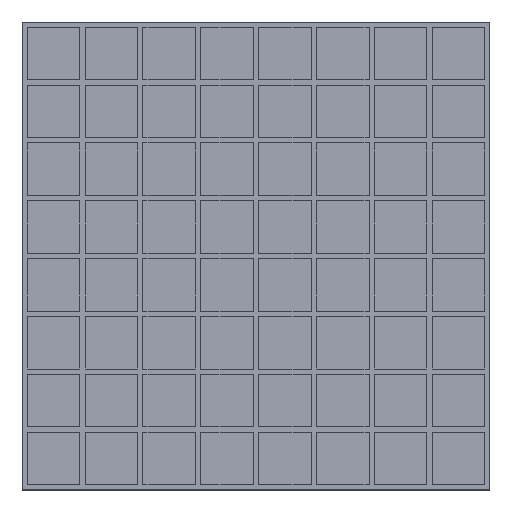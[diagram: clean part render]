
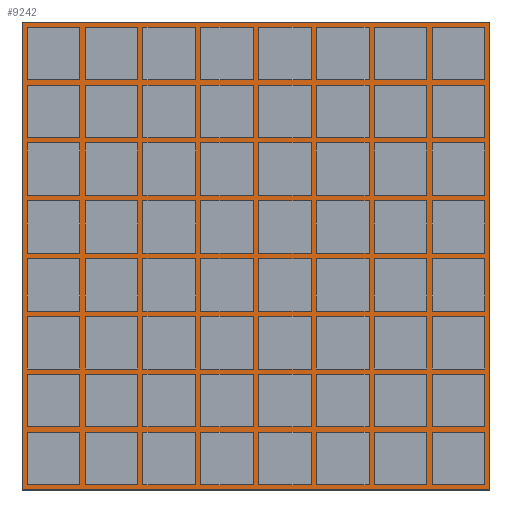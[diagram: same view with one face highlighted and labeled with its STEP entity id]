
A CAD part, top view. The second image highlights one B-rep face of the part: STEP entity #9242.
In plain terms, the highlighted planar face has unit normal (0, 0, 1).
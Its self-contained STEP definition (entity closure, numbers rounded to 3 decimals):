
#1304=FACE_OUTER_BOUND('',#2090,.T.);
#2090=EDGE_LOOP('',(#7619,#7620,#7621,#7622));
#3391=LINE('',#15448,#4195);
#3392=LINE('',#15450,#4196);
#3393=LINE('',#15452,#4197);
#3394=LINE('',#15453,#4198);
#4195=VECTOR('',#12427,17.8);
#4196=VECTOR('',#12428,17.8);
#4197=VECTOR('',#12429,17.8);
#4198=VECTOR('',#12430,17.8);
#4743=VERTEX_POINT('',#15446);
#4744=VERTEX_POINT('',#15447);
#4745=VERTEX_POINT('',#15449);
#4746=VERTEX_POINT('',#15451);
#5791=EDGE_CURVE('',#4743,#4744,#3391,.T.);
#5792=EDGE_CURVE('',#4744,#4745,#3392,.T.);
#5793=EDGE_CURVE('',#4745,#4746,#3393,.T.);
#5794=EDGE_CURVE('',#4746,#4743,#3394,.T.);
#7619=ORIENTED_EDGE('',*,*,#5791,.T.);
#7620=ORIENTED_EDGE('',*,*,#5792,.T.);
#7621=ORIENTED_EDGE('',*,*,#5793,.T.);
#7622=ORIENTED_EDGE('',*,*,#5794,.T.);
#8584=PLANE('',#10224);
#9242=ADVANCED_FACE('',(#1304),#8584,.F.);
#10224=AXIS2_PLACEMENT_3D('',#15445,#12425,#12426);
#12425=DIRECTION('center_axis',(0.,0.,-1.));
#12426=DIRECTION('ref_axis',(1.,0.,0.));
#12427=DIRECTION('',(0.,1.,0.));
#12428=DIRECTION('',(-1.,0.,0.));
#12429=DIRECTION('',(0.,-1.,0.));
#12430=DIRECTION('',(1.,0.,0.));
#15445=CARTESIAN_POINT('Origin',(0.,0.,1.15));
#15446=CARTESIAN_POINT('',(8.9,-8.9,1.15));
#15447=CARTESIAN_POINT('',(8.9,8.9,1.15));
#15448=CARTESIAN_POINT('',(8.9,0.,1.15));
#15449=CARTESIAN_POINT('',(-8.9,8.9,1.15));
#15450=CARTESIAN_POINT('',(0.,8.9,1.15));
#15451=CARTESIAN_POINT('',(-8.9,-8.9,1.15));
#15452=CARTESIAN_POINT('',(-8.9,0.,1.15));
#15453=CARTESIAN_POINT('',(0.,-8.9,1.15));
